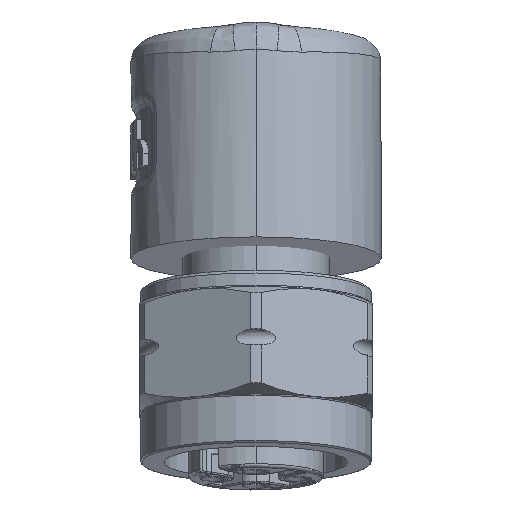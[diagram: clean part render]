
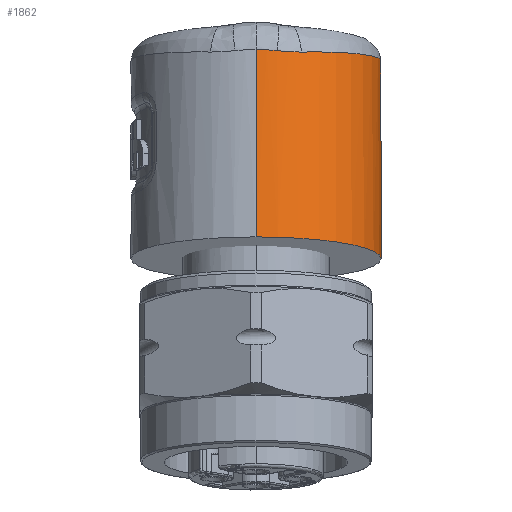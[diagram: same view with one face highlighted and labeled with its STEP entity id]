
A CAD part, front view. The second image highlights one B-rep face of the part: STEP entity #1862.
In plain terms, the highlighted cylindrical face has radius 7.5 mm (diameter 15 mm), a partial arc.
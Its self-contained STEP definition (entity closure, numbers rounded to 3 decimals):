
#1862=ADVANCED_FACE('',(#3998),#3999,.T.);
#3998=FACE_OUTER_BOUND('',#12953,.T.);
#3999=CYLINDRICAL_SURFACE('',#12954,7.5);
#12953=EDGE_LOOP('',(#25013,#25014,#25015,#25016,#25017,#25018,#25019,#25020,#25021,#25022,#25023));
#12954=AXIS2_PLACEMENT_3D('',#25024,#25025,#25026);
#25013=ORIENTED_EDGE('',*,*,#29359,.F.);
#25014=ORIENTED_EDGE('',*,*,#29360,.F.);
#25015=ORIENTED_EDGE('',*,*,#29361,.F.);
#25016=ORIENTED_EDGE('',*,*,#29357,.F.);
#25017=ORIENTED_EDGE('',*,*,#29350,.F.);
#25018=ORIENTED_EDGE('',*,*,#29362,.F.);
#25019=ORIENTED_EDGE('',*,*,#29363,.F.);
#25020=ORIENTED_EDGE('',*,*,#29294,.F.);
#25021=ORIENTED_EDGE('',*,*,#29364,.T.);
#25022=ORIENTED_EDGE('',*,*,#29292,.T.);
#25023=ORIENTED_EDGE('',*,*,#29365,.F.);
#25024=CARTESIAN_POINT('',(0.0,6.646,-7.682));
#25025=DIRECTION('',(0.0,-0.174,-0.985));
#25026=DIRECTION('',(0.0,-0.985,0.174));
#29292=EDGE_CURVE('',#32849,#32847,#32850,.T.);
#29294=EDGE_CURVE('',#32851,#32853,#32854,.T.);
#29350=EDGE_CURVE('',#32947,#32949,#32950,.T.);
#29357=EDGE_CURVE('',#32949,#32956,#32958,.T.);
#29359=EDGE_CURVE('',#32960,#32961,#32962,.T.);
#29360=EDGE_CURVE('',#32963,#32960,#32964,.T.);
#29361=EDGE_CURVE('',#32956,#32963,#32965,.T.);
#29362=EDGE_CURVE('',#32966,#32947,#32967,.T.);
#29363=EDGE_CURVE('',#32853,#32966,#32968,.T.);
#29364=EDGE_CURVE('',#32851,#32849,#32969,.T.);
#29365=EDGE_CURVE('',#32961,#32847,#32970,.T.);
#32847=VERTEX_POINT('',#38386);
#32849=VERTEX_POINT('',#38409);
#32850=LINE('',#38410,#38411);
#32851=VERTEX_POINT('',#38412);
#32853=VERTEX_POINT('',#38414);
#32854=LINE('',#38415,#38416);
#32947=VERTEX_POINT('',#38894);
#32949=VERTEX_POINT('',#38906);
#32950=B_SPLINE_CURVE_WITH_KNOTS('',3,(#38907,#38908,#38909,#38910,#38911,#38912,#38913,#38914,#38915,#38916,#38917,#38918,#38919,#38920,#38921),.UNSPECIFIED.,.F.,.F.,(4,1,1,1,1,1,1,1,1,1,1,1,4),(0.0,0.083,0.167,0.25,0.333,0.417,0.5,0.583,0.667,0.75,0.833,0.917,1.0),.UNSPECIFIED.);
#32956=VERTEX_POINT('',#38942);
#32958=B_SPLINE_CURVE_WITH_KNOTS('',3,(#38948,#38949,#38950,#38951,#38952,#38953),.UNSPECIFIED.,.F.,.F.,(4,1,1,4),(0.0,0.333,0.667,1.0),.UNSPECIFIED.);
#32960=VERTEX_POINT('',#38955);
#32961=VERTEX_POINT('',#38956);
#32962=B_SPLINE_CURVE_WITH_KNOTS('',3,(#38957,#38958,#38959,#38960,#38961,#38962),.UNSPECIFIED.,.F.,.F.,(4,1,1,4),(0.0,0.333,0.667,1.0),.UNSPECIFIED.);
#32963=VERTEX_POINT('',#38963);
#32964=B_SPLINE_CURVE_WITH_KNOTS('',3,(#38964,#38965,#38966,#38967,#38968,#38969),.UNSPECIFIED.,.F.,.F.,(4,1,1,4),(0.0,0.333,0.667,1.0),.UNSPECIFIED.);
#32965=B_SPLINE_CURVE_WITH_KNOTS('',3,(#38970,#38971,#38972,#38973,#38974,#38975),.UNSPECIFIED.,.F.,.F.,(4,1,1,4),(0.0,0.333,0.667,1.0),.UNSPECIFIED.);
#32966=VERTEX_POINT('',#38976);
#32967=B_SPLINE_CURVE_WITH_KNOTS('',3,(#38977,#38978,#38979,#38980,#38981,#38982),.UNSPECIFIED.,.F.,.F.,(4,1,1,4),(0.0,0.333,0.667,1.0),.UNSPECIFIED.);
#32968=B_SPLINE_CURVE_WITH_KNOTS('',3,(#38983,#38984,#38985,#38986,#38987,#38988,#38989,#38990),.UNSPECIFIED.,.F.,.F.,(4,1,1,1,1,4),(0.0,0.203,0.406,0.606,0.804,1.0),.UNSPECIFIED.);
#32969=CIRCLE('',#38991,7.5);
#32970=B_SPLINE_CURVE_WITH_KNOTS('',3,(#38992,#38993,#38994,#38995,#38996,#38997,#38998,#38999,#39000,#39001,#39002,#39003,#39004,#39005,#39006,#39007,#39008,#39009,#39010,#39011,#39012,#39013),.UNSPECIFIED.,.F.,.F.,(4,1,1,1,1,1,1,1,1,1,1,1,1,1,1,1,1,1,1,4),(0.0,0.053,0.105,0.158,0.211,0.263,0.316,0.368,0.421,0.474,0.526,0.579,0.632,0.684,0.737,0.789,0.842,0.895,0.947,1.0),.UNSPECIFIED.);
#38386=CARTESIAN_POINT('',(0.,14.348,-7.187));
#38409=CARTESIAN_POINT('',(0.,14.032,-8.984));
#38410=CARTESIAN_POINT('',(0.,14.032,-8.984));
#38411=VECTOR('',#45345,1.825);
#38412=CARTESIAN_POINT('',(0.0,-0.741,-6.379));
#38414=CARTESIAN_POINT('',(0.,1.239,4.847));
#38415=CARTESIAN_POINT('',(0.0,-0.741,-6.379));
#38416=VECTOR('',#45349,11.4);
#38894=CARTESIAN_POINT('',(2.72,1.732,4.701));
#38906=CARTESIAN_POINT('',(5.818,13.425,3.511));
#38907=CARTESIAN_POINT('',(2.72,1.732,4.701));
#38908=CARTESIAN_POINT('',(3.086,1.877,4.707));
#38909=CARTESIAN_POINT('',(3.796,2.226,4.71));
#38910=CARTESIAN_POINT('',(4.763,2.904,4.689));
#38911=CARTESIAN_POINT('',(5.613,3.722,4.644));
#38912=CARTESIAN_POINT('',(6.321,4.651,4.577));
#38913=CARTESIAN_POINT('',(6.89,5.702,4.488));
#38914=CARTESIAN_POINT('',(7.282,6.819,4.381));
#38915=CARTESIAN_POINT('',(7.492,7.984,4.257));
#38916=CARTESIAN_POINT('',(7.52,9.138,4.124));
#38917=CARTESIAN_POINT('',(7.361,10.32,3.976));
#38918=CARTESIAN_POINT('',(7.019,11.445,3.823));
#38919=CARTESIAN_POINT('',(6.508,12.494,3.667));
#38920=CARTESIAN_POINT('',(6.063,13.128,3.563));
#38921=CARTESIAN_POINT('',(5.818,13.425,3.511));
#38942=CARTESIAN_POINT('',(6.507,12.012,1.274));
#38948=CARTESIAN_POINT('',(5.818,13.425,3.511));
#38949=CARTESIAN_POINT('',(5.945,13.22,3.248));
#38950=CARTESIAN_POINT('',(6.158,12.838,2.731));
#38951=CARTESIAN_POINT('',(6.378,12.363,1.986));
#38952=CARTESIAN_POINT('',(6.471,12.117,1.509));
#38953=CARTESIAN_POINT('',(6.507,12.012,1.274));
#38955=CARTESIAN_POINT('',(6.569,11.604,-0.401));
#38956=CARTESIAN_POINT('',(6.536,11.568,-0.949));
#38957=CARTESIAN_POINT('',(6.569,11.604,-0.401));
#38958=CARTESIAN_POINT('',(6.569,11.594,-0.458));
#38959=CARTESIAN_POINT('',(6.568,11.576,-0.576));
#38960=CARTESIAN_POINT('',(6.557,11.563,-0.758));
#38961=CARTESIAN_POINT('',(6.544,11.565,-0.885));
#38962=CARTESIAN_POINT('',(6.536,11.568,-0.949));
#38963=CARTESIAN_POINT('',(6.561,11.795,0.599));
#38964=CARTESIAN_POINT('',(6.561,11.795,0.599));
#38965=CARTESIAN_POINT('',(6.562,11.774,0.488));
#38966=CARTESIAN_POINT('',(6.564,11.732,0.266));
#38967=CARTESIAN_POINT('',(6.567,11.667,-0.067));
#38968=CARTESIAN_POINT('',(6.568,11.625,-0.29));
#38969=CARTESIAN_POINT('',(6.569,11.604,-0.401));
#38970=CARTESIAN_POINT('',(6.507,12.012,1.274));
#38971=CARTESIAN_POINT('',(6.519,11.977,1.194));
#38972=CARTESIAN_POINT('',(6.539,11.913,1.038));
#38973=CARTESIAN_POINT('',(6.556,11.841,0.812));
#38974=CARTESIAN_POINT('',(6.561,11.808,0.669));
#38975=CARTESIAN_POINT('',(6.561,11.795,0.599));
#38976=CARTESIAN_POINT('',(1.266,1.337,4.784));
#38977=CARTESIAN_POINT('',(1.266,1.337,4.784));
#38978=CARTESIAN_POINT('',(1.44,1.364,4.765));
#38979=CARTESIAN_POINT('',(1.781,1.43,4.731));
#38980=CARTESIAN_POINT('',(2.267,1.564,4.702));
#38981=CARTESIAN_POINT('',(2.572,1.673,4.699));
#38982=CARTESIAN_POINT('',(2.72,1.732,4.701));
#38983=CARTESIAN_POINT('',(0.,1.239,4.847));
#38984=CARTESIAN_POINT('',(0.086,1.239,4.847));
#38985=CARTESIAN_POINT('',(0.259,1.242,4.846));
#38986=CARTESIAN_POINT('',(0.516,1.254,4.839));
#38987=CARTESIAN_POINT('',(0.769,1.274,4.828));
#38988=CARTESIAN_POINT('',(1.019,1.302,4.81));
#38989=CARTESIAN_POINT('',(1.184,1.325,4.794));
#38990=CARTESIAN_POINT('',(1.266,1.337,4.784));
#38991=AXIS2_PLACEMENT_3D('',#45361,#45362,#45363);
#38992=CARTESIAN_POINT('',(6.536,11.568,-0.949));
#38993=CARTESIAN_POINT('',(6.52,11.574,-1.077));
#38994=CARTESIAN_POINT('',(6.481,11.598,-1.342));
#38995=CARTESIAN_POINT('',(6.394,11.67,-1.769));
#38996=CARTESIAN_POINT('',(6.273,11.784,-2.227));
#38997=CARTESIAN_POINT('',(6.109,11.942,-2.719));
#38998=CARTESIAN_POINT('',(5.893,12.145,-3.24));
#38999=CARTESIAN_POINT('',(5.622,12.382,-3.772));
#39000=CARTESIAN_POINT('',(5.296,12.642,-4.298));
#39001=CARTESIAN_POINT('',(4.928,12.904,-4.791));
#39002=CARTESIAN_POINT('',(4.528,13.155,-5.239));
#39003=CARTESIAN_POINT('',(4.105,13.387,-5.637));
#39004=CARTESIAN_POINT('',(3.667,13.595,-5.984));
#39005=CARTESIAN_POINT('',(3.219,13.777,-6.282));
#39006=CARTESIAN_POINT('',(2.764,13.934,-6.534));
#39007=CARTESIAN_POINT('',(2.305,14.064,-6.741));
#39008=CARTESIAN_POINT('',(1.844,14.169,-6.907));
#39009=CARTESIAN_POINT('',(1.381,14.25,-7.034));
#39010=CARTESIAN_POINT('',(0.918,14.307,-7.123));
#39011=CARTESIAN_POINT('',(0.457,14.341,-7.175));
#39012=CARTESIAN_POINT('',(0.152,14.348,-7.187));
#39013=CARTESIAN_POINT('',(0.,14.348,-7.187));
#45345=DIRECTION('',(0.,0.174,0.985));
#45349=DIRECTION('',(0.,0.174,0.985));
#45361=CARTESIAN_POINT('',(0.0,6.646,-7.682));
#45362=DIRECTION('',(0.0,0.174,0.985));
#45363=DIRECTION('',(0.0,-0.985,0.174));
